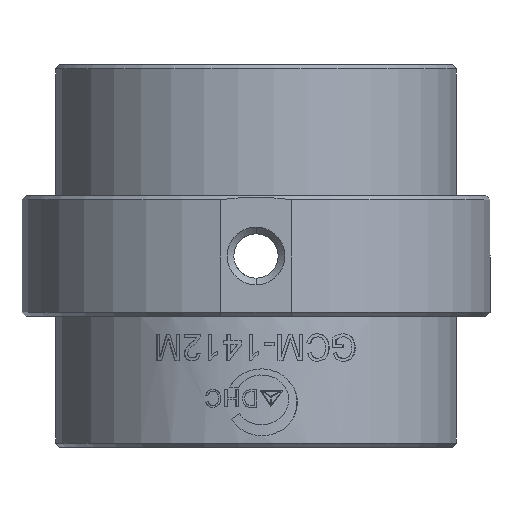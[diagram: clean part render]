
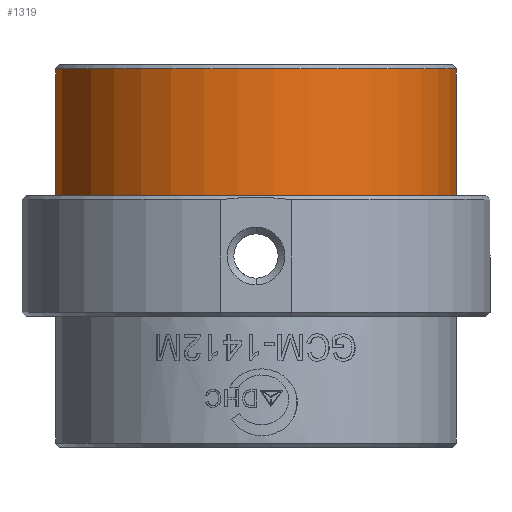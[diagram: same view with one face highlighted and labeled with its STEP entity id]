
A CAD part, front view. The second image highlights one B-rep face of the part: STEP entity #1319.
In plain terms, the highlighted cylindrical face has radius 15 mm (diameter 30 mm), a partial arc.
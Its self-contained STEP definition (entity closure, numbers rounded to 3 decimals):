
#745 =( BOUNDED_CURVE ( )  B_SPLINE_CURVE ( 3, ( #9001, #5203, #7098, #1402 ),
 .UNSPECIFIED., .F., .F. ) 
 B_SPLINE_CURVE_WITH_KNOTS ( ( 4, 4 ),
 ( 1.484, 1.485 ),
 .UNSPECIFIED. ) 
 CURVE ( )  GEOMETRIC_REPRESENTATION_ITEM ( )  RATIONAL_B_SPLINE_CURVE ( ( 1., 1., 1., 1. ) ) 
 REPRESENTATION_ITEM ( '' )  );
#748 = CARTESIAN_POINT ( 'NONE',  ( 14.944, -1.3, 4.5 ) ) ;
#944 = DIRECTION ( 'NONE',  ( 0., 0., 1. ) ) ;
#1089 =( BOUNDED_CURVE ( )  B_SPLINE_CURVE ( 3, ( #3788, #9529, #4767, #11441 ),
 .UNSPECIFIED., .F., .F. ) 
 B_SPLINE_CURVE_WITH_KNOTS ( ( 4, 4 ),
 ( 4.798, 4.799 ),
 .UNSPECIFIED. ) 
 CURVE ( )  GEOMETRIC_REPRESENTATION_ITEM ( )  RATIONAL_B_SPLINE_CURVE ( ( 1., 1., 1., 1. ) ) 
 REPRESENTATION_ITEM ( '' )  );
#1273 = EDGE_CURVE ( 'NONE', #5792, #2255, #6544, .T. ) ;
#1319 = ADVANCED_FACE ( 'NONE', ( #8197 ), #7884, .T. ) ;
#1402 = CARTESIAN_POINT ( 'NONE',  ( 14.945, -1.279, 4.479 ) ) ;
#1716 = ORIENTED_EDGE ( 'NONE', *, *, #1273, .F. ) ;
#1917 = AXIS2_PLACEMENT_3D ( 'NONE', #8526, #944, #11408 ) ;
#2194 = CARTESIAN_POINT ( 'NONE',  ( -14.945, -1.279, 4.479 ) ) ;
#2203 = DIRECTION ( 'NONE',  ( 0., 0., 1. ) ) ;
#2255 = VERTEX_POINT ( 'NONE', #3396 ) ;
#2352 = VERTEX_POINT ( 'NONE', #7311 ) ;
#2773 = CIRCLE ( 'NONE', #11964, 15. ) ;
#2940 = VECTOR ( 'NONE', #10690, 1000. ) ;
#3034 = CARTESIAN_POINT ( 'NONE',  ( -14.945, -1.279, -14.25 ) ) ;
#3385 = EDGE_CURVE ( 'NONE', #2352, #9427, #5192, .T. ) ;
#3396 = CARTESIAN_POINT ( 'NONE',  ( -14.944, -1.3, 4.5 ) ) ;
#3449 = LINE ( 'NONE', #6983, #10484 ) ;
#3655 = EDGE_CURVE ( 'NONE', #9427, #2255, #1089, .T. ) ;
#3755 = DIRECTION ( 'NONE',  ( 0., 0., -1. ) ) ;
#3788 = CARTESIAN_POINT ( 'NONE',  ( -14.945, -1.279, 4.479 ) ) ;
#3900 = ORIENTED_EDGE ( 'NONE', *, *, #3655, .T. ) ;
#4620 = ORIENTED_EDGE ( 'NONE', *, *, #5151, .T. ) ;
#4767 = CARTESIAN_POINT ( 'NONE',  ( -14.944, -1.293, 4.493 ) ) ;
#5151 = EDGE_CURVE ( 'NONE', #8229, #2352, #2773, .T. ) ;
#5192 = LINE ( 'NONE', #3034, #2940 ) ;
#5203 = CARTESIAN_POINT ( 'NONE',  ( 14.944, -1.293, 4.493 ) ) ;
#5364 = CARTESIAN_POINT ( 'NONE',  ( 0., 0., 13.95 ) ) ;
#5536 = VERTEX_POINT ( 'NONE', #8690 ) ;
#5792 = VERTEX_POINT ( 'NONE', #748 ) ;
#6311 = DIRECTION ( 'NONE',  ( 1., 0., 0. ) ) ;
#6544 = CIRCLE ( 'NONE', #11773, 15. ) ;
#6983 = CARTESIAN_POINT ( 'NONE',  ( 14.945, -1.279, -14.25 ) ) ;
#7098 = CARTESIAN_POINT ( 'NONE',  ( 14.945, -1.286, 4.486 ) ) ;
#7311 = CARTESIAN_POINT ( 'NONE',  ( -14.945, -1.279, 13.95 ) ) ;
#7884 = CYLINDRICAL_SURFACE ( 'NONE', #1917, 15. ) ;
#8180 = EDGE_CURVE ( 'NONE', #5536, #8229, #3449, .T. ) ;
#8197 = FACE_OUTER_BOUND ( 'NONE', #10448, .T. ) ;
#8229 = VERTEX_POINT ( 'NONE', #9898 ) ;
#8526 = CARTESIAN_POINT ( 'NONE',  ( 0., 0., -14.25 ) ) ;
#8690 = CARTESIAN_POINT ( 'NONE',  ( 14.945, -1.279, 4.479 ) ) ;
#9001 = CARTESIAN_POINT ( 'NONE',  ( 14.944, -1.3, 4.5 ) ) ;
#9209 = ORIENTED_EDGE ( 'NONE', *, *, #11884, .T. ) ;
#9427 = VERTEX_POINT ( 'NONE', #2194 ) ;
#9497 = CARTESIAN_POINT ( 'NONE',  ( 0., 0., 4.5 ) ) ;
#9529 = CARTESIAN_POINT ( 'NONE',  ( -14.945, -1.286, 4.486 ) ) ;
#9898 = CARTESIAN_POINT ( 'NONE',  ( 14.945, -1.279, 13.95 ) ) ;
#10448 = EDGE_LOOP ( 'NONE', ( #9209, #11819, #4620, #11977, #3900, #1716 ) ) ;
#10458 = DIRECTION ( 'NONE',  ( 1., 0., 0. ) ) ;
#10484 = VECTOR ( 'NONE', #2203, 1000. ) ;
#10690 = DIRECTION ( 'NONE',  ( 0., 0., -1. ) ) ;
#11408 = DIRECTION ( 'NONE',  ( 1., 0., 0. ) ) ;
#11441 = CARTESIAN_POINT ( 'NONE',  ( -14.944, -1.3, 4.5 ) ) ;
#11773 = AXIS2_PLACEMENT_3D ( 'NONE', #9497, #3755, #10458 ) ;
#11819 = ORIENTED_EDGE ( 'NONE', *, *, #8180, .T. ) ;
#11884 = EDGE_CURVE ( 'NONE', #5792, #5536, #745, .T. ) ;
#11964 = AXIS2_PLACEMENT_3D ( 'NONE', #5364, #12065, #6311 ) ;
#11977 = ORIENTED_EDGE ( 'NONE', *, *, #3385, .T. ) ;
#12065 = DIRECTION ( 'NONE',  ( 0., 0., -1. ) ) ;
